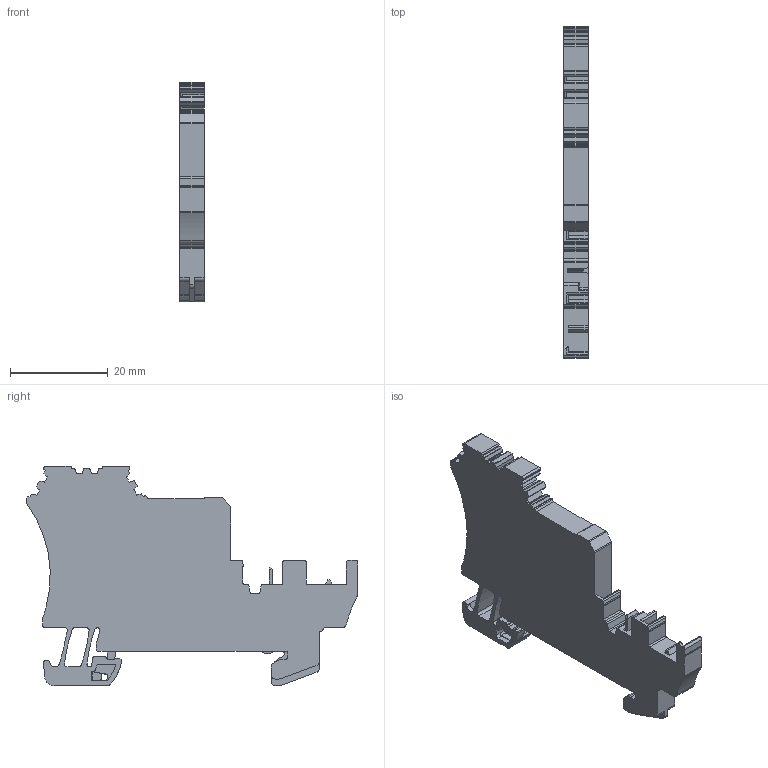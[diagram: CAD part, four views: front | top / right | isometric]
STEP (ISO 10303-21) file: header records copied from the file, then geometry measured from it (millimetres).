
FILE_DESCRIPTION(('CATIA V5R22 STEP214','CAx-IF Rec.Pracs.--- Model Styling and Organization---1.4--- 2014-01-23'),'2;1');
FILE_NAME ('018195-2_0', '2021-04-13T04:53:44+00:00', ('Weidmueller Interface'), ('Weidmueller'), 'CATIA Version 5-6 Release 2016 SP3 HF44', 'CATIA V5 STEP AP214', 'none');
FILE_SCHEMA(('AUTOMOTIVE_DESIGN { 1 0 10303 214 1 1 1 1 }'));
Length unit declared in the file: millimetre
Products named in the file (1): ZIA 1.5/3L-PE_AllCATPart
Bounding box: 5 x 68.05 x 45.05 mm (x, y, z)
Volume: 8458.6 mm3; surface area: 5553.5 mm2
Topology: 7 solids, 7 shells, 426 faces, 1240 edges, 830 vertices
Faces by surface type: plane 261, cylinder 163, extrusion 1, torus 1
Entity records: 13650 total; most frequent: CARTESIAN_POINT 2555, ORIENTED_EDGE 2480, DIRECTION 1972, EDGE_CURVE 1240, VECTOR 893, LINE 892, VERTEX_POINT 830, AXIS2_PLACEMENT_3D 706
